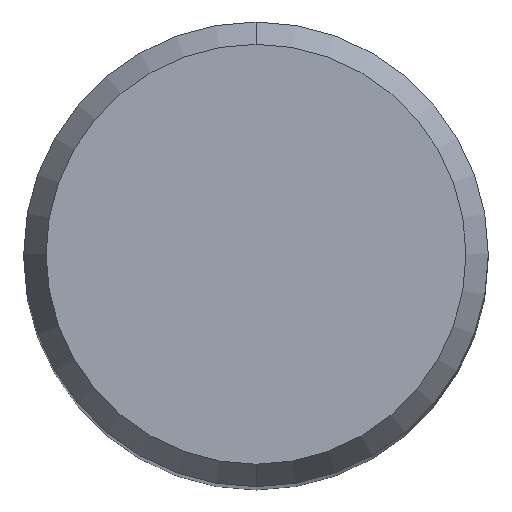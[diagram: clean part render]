
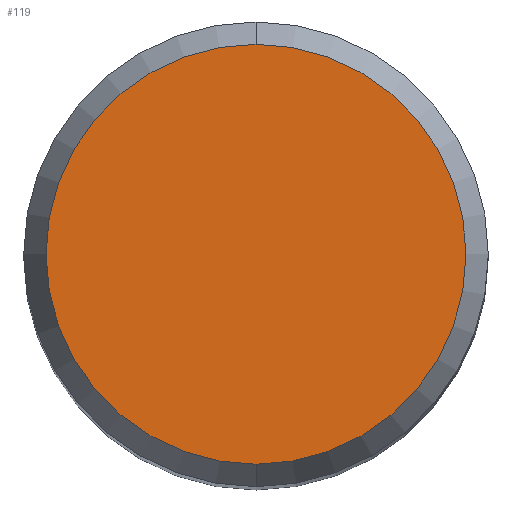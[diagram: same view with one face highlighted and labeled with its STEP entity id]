
A CAD part, top view. The second image highlights one B-rep face of the part: STEP entity #119.
In plain terms, the highlighted planar face has unit normal (0, 0, 1).
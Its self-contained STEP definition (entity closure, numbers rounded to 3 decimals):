
#111=EDGE_CURVE('',#159,#209,#263,.T.);
#119=ADVANCED_FACE('',(#271),#272,.T.);
#159=VERTEX_POINT('',#316);
#201=EDGE_CURVE('',#209,#159,#363,.T.);
#209=VERTEX_POINT('',#372);
#263=CIRCLE('',#428,4.304);
#271=FACE_OUTER_BOUND('',#440,.T.);
#272=PLANE('',#441);
#316=CARTESIAN_POINT('',(0.0,4.304,0.0));
#363=CIRCLE('',#561,4.304);
#372=CARTESIAN_POINT('',(0.,-4.304,0.0));
#428=AXIS2_PLACEMENT_3D('',#616,#617,#618);
#440=EDGE_LOOP('',(#627,#628));
#441=AXIS2_PLACEMENT_3D('',#629,#630,#631);
#561=AXIS2_PLACEMENT_3D('',#736,#737,#738);
#616=CARTESIAN_POINT('',(0.0,0.0,0.0));
#617=DIRECTION('',(0.0,0.0,-1.0));
#618=DIRECTION('',(0.0,1.0,0.0));
#627=ORIENTED_EDGE('',*,*,#111,.F.);
#628=ORIENTED_EDGE('',*,*,#201,.F.);
#629=CARTESIAN_POINT('',(0.0,2.152,0.0));
#630=DIRECTION('',(-0.0,0.0,1.0));
#631=DIRECTION('',(0.0,-1.0,0.0));
#736=CARTESIAN_POINT('',(0.0,0.0,0.0));
#737=DIRECTION('',(0.0,0.0,-1.0));
#738=DIRECTION('',(0.0,1.0,0.0));
